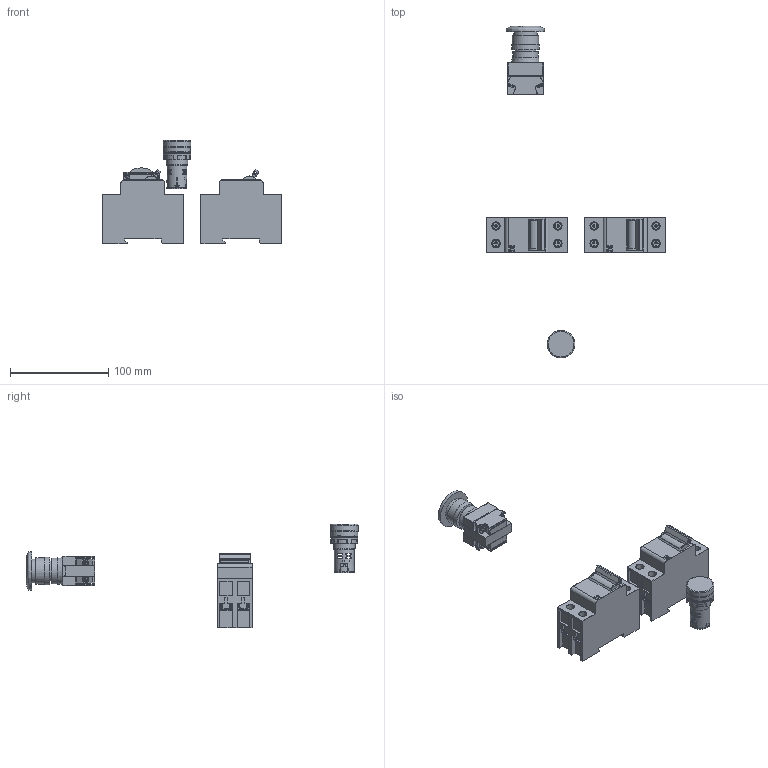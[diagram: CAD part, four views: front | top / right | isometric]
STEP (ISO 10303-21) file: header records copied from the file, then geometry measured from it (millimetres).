
FILE_DESCRIPTION(/* description */ (''),/* implementation_level */ '2;1');
FILE_NAME(/* name */ 'AB6M-M1P-R v0.step',/* time_stamp */ '2023-11-02T01:27:00+09:00',/* author */ (''),/* organization */ (''),/* preprocessor_version */ 'ST-DEVELOPER v20',/* originating_system */ 'Autodesk Translation Framework v12.9.0.99',/* authorisation */ '');
FILE_SCHEMA (('AUTOMOTIVE_DESIGN { 1 0 10303 214 3 1 1 }'));
Products named in the file (1): AB6M-M1P-R
Bounding box: 182 x 338 x 105.37 mm (x, y, z)
Volume: 368552.9 mm3; surface area: 84130.8 mm2
Topology: 13 solids, 13 shells, 1647 faces, 4459 edges, 2877 vertices
Faces by surface type: plane 1197, cylinder 295, cone 60, bspline 53, torus 22, sphere 20
Full cylindrical faces by diameter (mm): 2.6 x3, 4.8 x2, 5.7 x2, 6 x6, 7 x8, 8 x8, 18.4 x2, 20 x2, 20.3 x1, 20.4 x1, 21 x1, 21.1 x1, 22 x2, 22.5 x1, 24 x1, 24.2 x1, 26 x3, 27 x1, 27.6 x1, 28 x3
Entity records: 57044 total; most frequent: CARTESIAN_POINT 14551, ORIENTED_EDGE 8870, DIRECTION 8343, EDGE_CURVE 4435, VERTEX_POINT 2877, LINE 2785, VECTOR 2785, AXIS2_PLACEMENT_3D 2779
